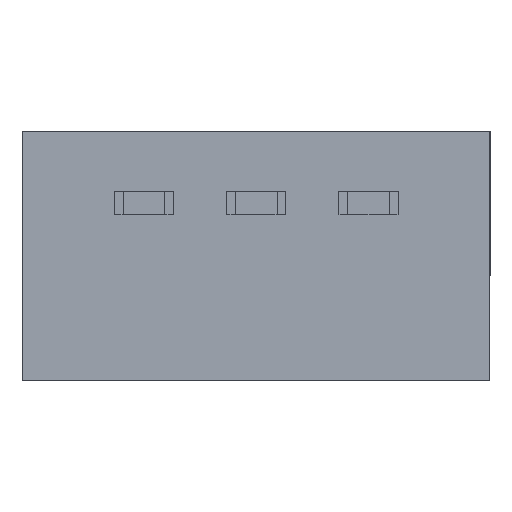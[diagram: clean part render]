
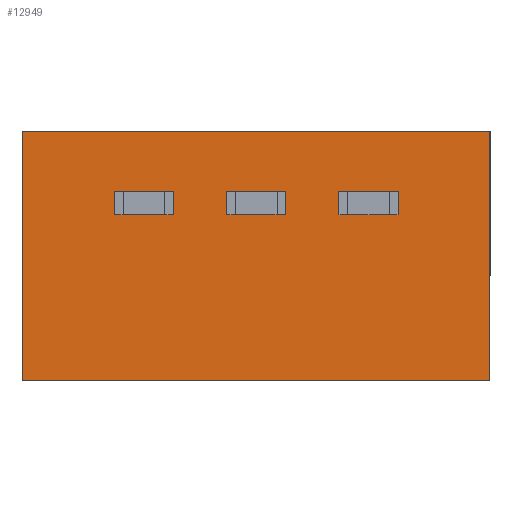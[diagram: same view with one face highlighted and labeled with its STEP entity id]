
A CAD part, front view. The second image highlights one B-rep face of the part: STEP entity #12949.
In plain terms, the highlighted planar face has unit normal (0, -1, 0).
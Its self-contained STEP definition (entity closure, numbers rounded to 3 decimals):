
#287 = CARTESIAN_POINT ( 'NONE',  ( 6.86, -15.42, 3.1 ) ) ;
#288 = DIRECTION ( 'NONE',  ( 1., 0., 0. ) ) ;
#289 = CARTESIAN_POINT ( 'NONE',  ( 4.43, -15.42, 2.6 ) ) ;
#290 = DIRECTION ( 'NONE',  ( -1., 0., 0. ) ) ;
#305 = CARTESIAN_POINT ( 'NONE',  ( 5.71, -15.42, -1. ) ) ;
#306 = DIRECTION ( 'NONE',  ( 0., 0., -1. ) ) ;
#313 = CARTESIAN_POINT ( 'NONE',  ( 4.43, -15.42, 3.1 ) ) ;
#314 = DIRECTION ( 'NONE',  ( 1., 0., 0. ) ) ;
#317 = CARTESIAN_POINT ( 'NONE',  ( 8.14, -15.42, -1. ) ) ;
#322 = DIRECTION ( 'NONE',  ( 0., 0., -1. ) ) ;
#325 = CARTESIAN_POINT ( 'NONE',  ( 2., -15.42, 3.1 ) ) ;
#326 = DIRECTION ( 'NONE',  ( 1., 0., 0. ) ) ;
#327 = CARTESIAN_POINT ( 'NONE',  ( 1., -15.42, -1. ) ) ;
#328 = DIRECTION ( 'NONE',  ( -1., 0., 0. ) ) ;
#2281 = DIRECTION ( 'NONE',  ( 0., 0., 1. ) ) ;
#2301 = CARTESIAN_POINT ( 'NONE',  ( 4.43, -15.42, 3.1 ) ) ;
#2331 = DIRECTION ( 'NONE',  ( 0., 0., 1. ) ) ;
#2344 = CARTESIAN_POINT ( 'NONE',  ( 2., -15.42, 3.1 ) ) ;
#2367 = DIRECTION ( 'NONE',  ( 0., 0., 1. ) ) ;
#2378 = CARTESIAN_POINT ( 'NONE',  ( 6.86, -15.42, 3.1 ) ) ;
#2904 = CARTESIAN_POINT ( 'NONE',  ( 10.13, -15.42, 4.4 ) ) ;
#2908 = CARTESIAN_POINT ( 'NONE',  ( 0., -15.42, 4.4 ) ) ;
#2986 = CARTESIAN_POINT ( 'NONE',  ( 10.13, -15.42, -1. ) ) ;
#3067 = CARTESIAN_POINT ( 'NONE',  ( 0., -15.42, -1. ) ) ;
#3387 = VERTEX_POINT ( 'NONE', #3067 ) ;
#3464 = VERTEX_POINT ( 'NONE', #2986 ) ;
#4289 = CARTESIAN_POINT ( 'NONE',  ( 6.86, -15.42, 3.1 ) ) ;
#4301 = CARTESIAN_POINT ( 'NONE',  ( 6.86, -15.42, 2.6 ) ) ;
#4608 = DIRECTION ( 'NONE',  ( -1., 0., 0. ) ) ;
#4609 = CARTESIAN_POINT ( 'NONE',  ( 2., -15.42, 2.6 ) ) ;
#4671 = DIRECTION ( 'NONE',  ( 0., 0., 1. ) ) ;
#4675 = CARTESIAN_POINT ( 'NONE',  ( 0., -15.42, -1. ) ) ;
#4680 = DIRECTION ( 'NONE',  ( 0., 0., 1. ) ) ;
#4683 = CARTESIAN_POINT ( 'NONE',  ( 10.13, -15.42, -1. ) ) ;
#4686 = DIRECTION ( 'NONE',  ( 0., 0., -1. ) ) ;
#4689 = CARTESIAN_POINT ( 'NONE',  ( 3.28, -15.42, -1. ) ) ;
#4736 = CARTESIAN_POINT ( 'NONE',  ( 5.71, -15.42, 2.6 ) ) ;
#4737 = CARTESIAN_POINT ( 'NONE',  ( 5.71, -15.42, 3.1 ) ) ;
#4741 = CARTESIAN_POINT ( 'NONE',  ( 3.28, -15.42, 3.1 ) ) ;
#4742 = CARTESIAN_POINT ( 'NONE',  ( 2., -15.42, 2.6 ) ) ;
#4743 = CARTESIAN_POINT ( 'NONE',  ( 8.14, -15.42, 3.1 ) ) ;
#4744 = CARTESIAN_POINT ( 'NONE',  ( 3.28, -15.42, 2.6 ) ) ;
#4749 = CARTESIAN_POINT ( 'NONE',  ( 8.14, -15.42, 2.6 ) ) ;
#4751 = CARTESIAN_POINT ( 'NONE',  ( 4.43, -15.42, 2.6 ) ) ;
#4753 = CARTESIAN_POINT ( 'NONE',  ( 4.43, -15.42, 3.1 ) ) ;
#4757 = CARTESIAN_POINT ( 'NONE',  ( 2., -15.42, 3.1 ) ) ;
#5246 = VERTEX_POINT ( 'NONE', #2908 ) ;
#5247 = VERTEX_POINT ( 'NONE', #2904 ) ;
#5459 = VERTEX_POINT ( 'NONE', #4289 ) ;
#5460 = VERTEX_POINT ( 'NONE', #4301 ) ;
#5481 = VERTEX_POINT ( 'NONE', #4742 ) ;
#5482 = VERTEX_POINT ( 'NONE', #4757 ) ;
#5485 = VERTEX_POINT ( 'NONE', #4753 ) ;
#5487 = VERTEX_POINT ( 'NONE', #4751 ) ;
#5489 = VERTEX_POINT ( 'NONE', #4749 ) ;
#5494 = VERTEX_POINT ( 'NONE', #4744 ) ;
#5495 = VERTEX_POINT ( 'NONE', #4743 ) ;
#5496 = VERTEX_POINT ( 'NONE', #4741 ) ;
#5500 = VERTEX_POINT ( 'NONE', #4737 ) ;
#5501 = VERTEX_POINT ( 'NONE', #4736 ) ;
#6292 = EDGE_LOOP ( 'NONE', ( #9749, #9748, #9747, #9746 ) ) ;
#6293 = EDGE_LOOP ( 'NONE', ( #9741, #9740, #9739, #9738 ) ) ;
#6306 = EDGE_LOOP ( 'NONE', ( #9737, #9736, #9735, #9734 ) ) ;
#6316 = EDGE_LOOP ( 'NONE', ( #9745, #9744, #9743, #9742 ) ) ;
#8141 = DIRECTION ( 'NONE',  ( -1., 0., 0. ) ) ;
#8160 = CARTESIAN_POINT ( 'NONE',  ( 0., -15.42, 4.4 ) ) ;
#8642 = EDGE_CURVE ( 'NONE', #5496, #5494, #9914, .T. ) ;
#8645 = EDGE_CURVE ( 'NONE', #3464, #5247, #9921, .T. ) ;
#8650 = EDGE_CURVE ( 'NONE', #3387, #5246, #9929, .T. ) ;
#8669 = EDGE_CURVE ( 'NONE', #5494, #5481, #9967, .T. ) ;
#9135 = EDGE_CURVE ( 'NONE', #5460, #5459, #10855, .T. ) ;
#9151 = EDGE_CURVE ( 'NONE', #5481, #5482, #10887, .T. ) ;
#9167 = EDGE_CURVE ( 'NONE', #5487, #5485, #10919, .T. ) ;
#9173 = EDGE_CURVE ( 'NONE', #5489, #5460, #10949, .T. ) ;
#9734 = ORIENTED_EDGE ( 'NONE', *, *, #9135, .T. ) ;
#9735 = ORIENTED_EDGE ( 'NONE', *, *, #9173, .T. ) ;
#9736 = ORIENTED_EDGE ( 'NONE', *, *, #12112, .T. ) ;
#9737 = ORIENTED_EDGE ( 'NONE', *, *, #12095, .T. ) ;
#9738 = ORIENTED_EDGE ( 'NONE', *, *, #9151, .T. ) ;
#9739 = ORIENTED_EDGE ( 'NONE', *, *, #8669, .T. ) ;
#9740 = ORIENTED_EDGE ( 'NONE', *, *, #8642, .T. ) ;
#9741 = ORIENTED_EDGE ( 'NONE', *, *, #12114, .T. ) ;
#9742 = ORIENTED_EDGE ( 'NONE', *, *, #12115, .F. ) ;
#9743 = ORIENTED_EDGE ( 'NONE', *, *, #8650, .F. ) ;
#9744 = ORIENTED_EDGE ( 'NONE', *, *, #11964, .T. ) ;
#9745 = ORIENTED_EDGE ( 'NONE', *, *, #8645, .T. ) ;
#9746 = ORIENTED_EDGE ( 'NONE', *, *, #9167, .T. ) ;
#9747 = ORIENTED_EDGE ( 'NONE', *, *, #12096, .T. ) ;
#9748 = ORIENTED_EDGE ( 'NONE', *, *, #12104, .T. ) ;
#9749 = ORIENTED_EDGE ( 'NONE', *, *, #12108, .T. ) ;
#9914 = LINE ( 'NONE', #4689, #9920 ) ;
#9920 = VECTOR ( 'NONE', #4686, 1000. ) ;
#9921 = LINE ( 'NONE', #4683, #9926 ) ;
#9926 = VECTOR ( 'NONE', #4680, 1000. ) ;
#9929 = LINE ( 'NONE', #4675, #9935 ) ;
#9935 = VECTOR ( 'NONE', #4671, 1000. ) ;
#9965 = VECTOR ( 'NONE', #4608, 1000. ) ;
#9967 = LINE ( 'NONE', #4609, #9965 ) ;
#10855 = LINE ( 'NONE', #2378, #10876 ) ;
#10876 = VECTOR ( 'NONE', #2367, 1000. ) ;
#10887 = LINE ( 'NONE', #2344, #10908 ) ;
#10908 = VECTOR ( 'NONE', #2331, 1000. ) ;
#10919 = LINE ( 'NONE', #2301, #10940 ) ;
#10940 = VECTOR ( 'NONE', #2281, 1000. ) ;
#10943 = VECTOR ( 'NONE', #24088, 1000. ) ;
#10949 = LINE ( 'NONE', #24092, #10943 ) ;
#11224 = VECTOR ( 'NONE', #8141, 1000. ) ;
#11238 = LINE ( 'NONE', #8160, #11224 ) ;
#11419 = LINE ( 'NONE', #317, #11467 ) ;
#11434 = LINE ( 'NONE', #287, #11435 ) ;
#11435 = VECTOR ( 'NONE', #288, 1000. ) ;
#11436 = LINE ( 'NONE', #289, #11437 ) ;
#11437 = VECTOR ( 'NONE', #290, 1000. ) ;
#11451 = LINE ( 'NONE', #305, #11452 ) ;
#11452 = VECTOR ( 'NONE', #306, 1000. ) ;
#11459 = LINE ( 'NONE', #313, #11460 ) ;
#11460 = VECTOR ( 'NONE', #314, 1000. ) ;
#11467 = VECTOR ( 'NONE', #322, 1000. ) ;
#11471 = LINE ( 'NONE', #325, #11472 ) ;
#11472 = VECTOR ( 'NONE', #326, 1000. ) ;
#11473 = LINE ( 'NONE', #327, #11474 ) ;
#11474 = VECTOR ( 'NONE', #328, 1000. ) ;
#11964 = EDGE_CURVE ( 'NONE', #5247, #5246, #11238, .T. ) ;
#12095 = EDGE_CURVE ( 'NONE', #5459, #5495, #11434, .T. ) ;
#12096 = EDGE_CURVE ( 'NONE', #5501, #5487, #11436, .T. ) ;
#12104 = EDGE_CURVE ( 'NONE', #5500, #5501, #11451, .T. ) ;
#12108 = EDGE_CURVE ( 'NONE', #5485, #5500, #11459, .T. ) ;
#12112 = EDGE_CURVE ( 'NONE', #5495, #5489, #11419, .T. ) ;
#12114 = EDGE_CURVE ( 'NONE', #5482, #5496, #11471, .T. ) ;
#12115 = EDGE_CURVE ( 'NONE', #3464, #3387, #11473, .T. ) ;
#12548 = AXIS2_PLACEMENT_3D ( 'NONE', #15453, #15461, #15462 ) ;
#12949 = ADVANCED_FACE ( 'NONE', ( #15173, #15159, #15181, #15183 ), #15449, .T. ) ;
#15159 = FACE_OUTER_BOUND ( 'NONE', #6316, .T. ) ;
#15173 = FACE_BOUND ( 'NONE', #6292, .T. ) ;
#15181 = FACE_BOUND ( 'NONE', #6293, .T. ) ;
#15183 = FACE_BOUND ( 'NONE', #6306, .T. ) ;
#15449 = PLANE ( 'NONE',  #12548 ) ;
#15453 = CARTESIAN_POINT ( 'NONE',  ( 0., -15.42, -1. ) ) ;
#15461 = DIRECTION ( 'NONE',  ( 0., -1., 0. ) ) ;
#15462 = DIRECTION ( 'NONE',  ( 0., 0., -1. ) ) ;
#24088 = DIRECTION ( 'NONE',  ( -1., 0., 0. ) ) ;
#24092 = CARTESIAN_POINT ( 'NONE',  ( 6.86, -15.42, 2.6 ) ) ;
